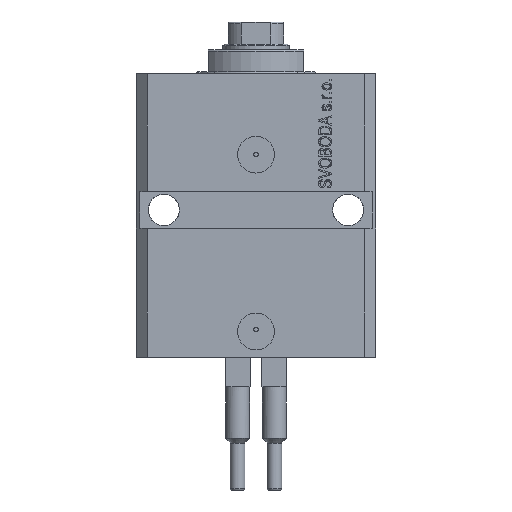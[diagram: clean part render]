
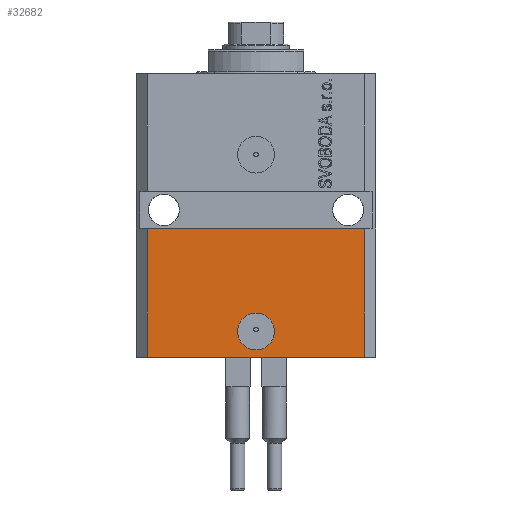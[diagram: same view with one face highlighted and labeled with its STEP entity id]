
A CAD part, front view. The second image highlights one B-rep face of the part: STEP entity #32682.
In plain terms, the highlighted planar face has unit normal (0, -1, 0).
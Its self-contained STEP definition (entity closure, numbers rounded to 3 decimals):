
#176 = VERTEX_POINT ( 'NONE', #5593 ) ;
#204 = FACE_OUTER_BOUND ( 'NONE', #45574, .T. ) ;
#712 = VERTEX_POINT ( 'NONE', #30700 ) ;
#5337 = ORIENTED_EDGE ( 'NONE', *, *, #12853, .T. ) ;
#5475 = CARTESIAN_POINT ( 'NONE',  ( 29.5, -22.5, -42. ) ) ;
#5593 = CARTESIAN_POINT ( 'NONE',  ( 29.5, -22.5, -77. ) ) ;
#6093 = EDGE_CURVE ( 'NONE', #712, #24415, #8113, .T. ) ;
#8113 = LINE ( 'NONE', #26831, #23024 ) ;
#8202 = ORIENTED_EDGE ( 'NONE', *, *, #6093, .F. ) ;
#8531 = VERTEX_POINT ( 'NONE', #5475 ) ;
#8798 = EDGE_CURVE ( 'NONE', #19084, #15228, #40787, .T. ) ;
#9617 = EDGE_CURVE ( 'NONE', #176, #8531, #37745, .T. ) ;
#9711 = VECTOR ( 'NONE', #33317, 1000. ) ;
#9992 = CARTESIAN_POINT ( 'NONE',  ( 5., -22.5, -70. ) ) ;
#11343 = CARTESIAN_POINT ( 'NONE',  ( 0., -22.5, -70. ) ) ;
#11361 = DIRECTION ( 'NONE',  ( 0., -1., 0. ) ) ;
#12396 = DIRECTION ( 'NONE',  ( 0., -1., 0. ) ) ;
#12818 = CARTESIAN_POINT ( 'NONE',  ( -5., -22.5, -70. ) ) ;
#12853 = EDGE_CURVE ( 'NONE', #712, #176, #17698, .T. ) ;
#14730 = AXIS2_PLACEMENT_3D ( 'NONE', #29841, #11361, #24205 ) ;
#15014 = PLANE ( 'NONE',  #14730 ) ;
#15228 = VERTEX_POINT ( 'NONE', #12818 ) ;
#16124 = DIRECTION ( 'NONE',  ( 0., 0., 1. ) ) ;
#17215 = DIRECTION ( 'NONE',  ( 1., 0., 0. ) ) ;
#17224 = EDGE_LOOP ( 'NONE', ( #42889, #21567 ) ) ;
#17698 = LINE ( 'NONE', #35901, #32912 ) ;
#18315 = CARTESIAN_POINT ( 'NONE',  ( -29.5, -22.5, -42. ) ) ;
#18353 = VECTOR ( 'NONE', #19548, 1000. ) ;
#19084 = VERTEX_POINT ( 'NONE', #9992 ) ;
#19548 = DIRECTION ( 'NONE',  ( 0., 0., 1. ) ) ;
#20507 = EDGE_CURVE ( 'NONE', #24415, #8531, #29196, .T. ) ;
#21022 = CIRCLE ( 'NONE', #45028, 5. ) ;
#21567 = ORIENTED_EDGE ( 'NONE', *, *, #44297, .F. ) ;
#22327 = FACE_BOUND ( 'NONE', #17224, .T. ) ;
#23024 = VECTOR ( 'NONE', #16124, 1000. ) ;
#23593 = DIRECTION ( 'NONE',  ( 1., 0., 0. ) ) ;
#24205 = DIRECTION ( 'NONE',  ( 1., 0., 0. ) ) ;
#24415 = VERTEX_POINT ( 'NONE', #18315 ) ;
#26831 = CARTESIAN_POINT ( 'NONE',  ( -29.5, -22.5, -77. ) ) ;
#28407 = ORIENTED_EDGE ( 'NONE', *, *, #9617, .T. ) ;
#29196 = LINE ( 'NONE', #32830, #9711 ) ;
#29841 = CARTESIAN_POINT ( 'NONE',  ( -29.5, -22.5, -77. ) ) ;
#30297 = DIRECTION ( 'NONE',  ( 0., -1., 0. ) ) ;
#30700 = CARTESIAN_POINT ( 'NONE',  ( -29.5, -22.5, -77. ) ) ;
#30716 = CARTESIAN_POINT ( 'NONE',  ( 29.5, -22.5, -77. ) ) ;
#31463 = AXIS2_PLACEMENT_3D ( 'NONE', #44315, #12396, #23593 ) ;
#31994 = ORIENTED_EDGE ( 'NONE', *, *, #20507, .F. ) ;
#32682 = ADVANCED_FACE ( 'NONE', ( #22327, #204 ), #15014, .T. ) ;
#32830 = CARTESIAN_POINT ( 'NONE',  ( -32.5, -22.5, -42. ) ) ;
#32912 = VECTOR ( 'NONE', #17215, 1000. ) ;
#33317 = DIRECTION ( 'NONE',  ( 1., 0., 0. ) ) ;
#35901 = CARTESIAN_POINT ( 'NONE',  ( -29.5, -22.5, -77. ) ) ;
#37745 = LINE ( 'NONE', #30716, #18353 ) ;
#40787 = CIRCLE ( 'NONE', #31463, 5. ) ;
#40970 = DIRECTION ( 'NONE',  ( 1., 0., 0. ) ) ;
#42889 = ORIENTED_EDGE ( 'NONE', *, *, #8798, .F. ) ;
#44297 = EDGE_CURVE ( 'NONE', #15228, #19084, #21022, .T. ) ;
#44315 = CARTESIAN_POINT ( 'NONE',  ( 0., -22.5, -70. ) ) ;
#45028 = AXIS2_PLACEMENT_3D ( 'NONE', #11343, #30297, #40970 ) ;
#45574 = EDGE_LOOP ( 'NONE', ( #31994, #8202, #5337, #28407 ) ) ;
